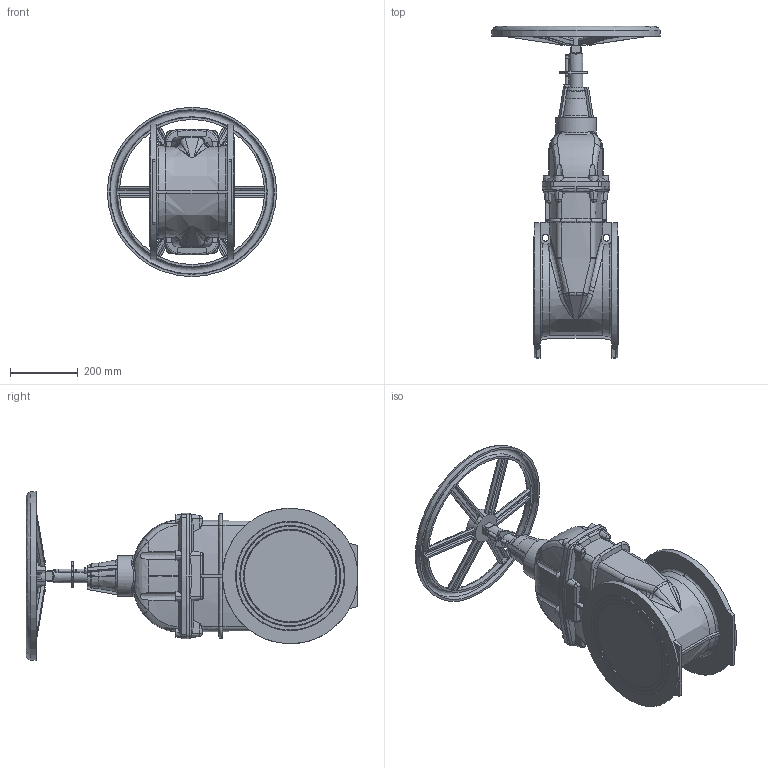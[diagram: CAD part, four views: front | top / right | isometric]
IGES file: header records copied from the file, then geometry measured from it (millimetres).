
Start section: SolidWorks IGES file using analytic representation for surfaces
Global section: file name: 0625035006 Outline Drawing.IGS; native system: SolidWorks 2012; preprocessor: SolidWorks 2012; author: rozh; date: 140509.092059; units: millimetre
Bounding box: 500 x 980 x 500 mm (x, y, z)
Surface area: 1408492.6 mm2 (no closed solid volume)
Topology: 0 solids, 0 shells, 555 faces, 4877 edges, 6202 vertices
Faces by surface type: bspline 300, revolution 255
